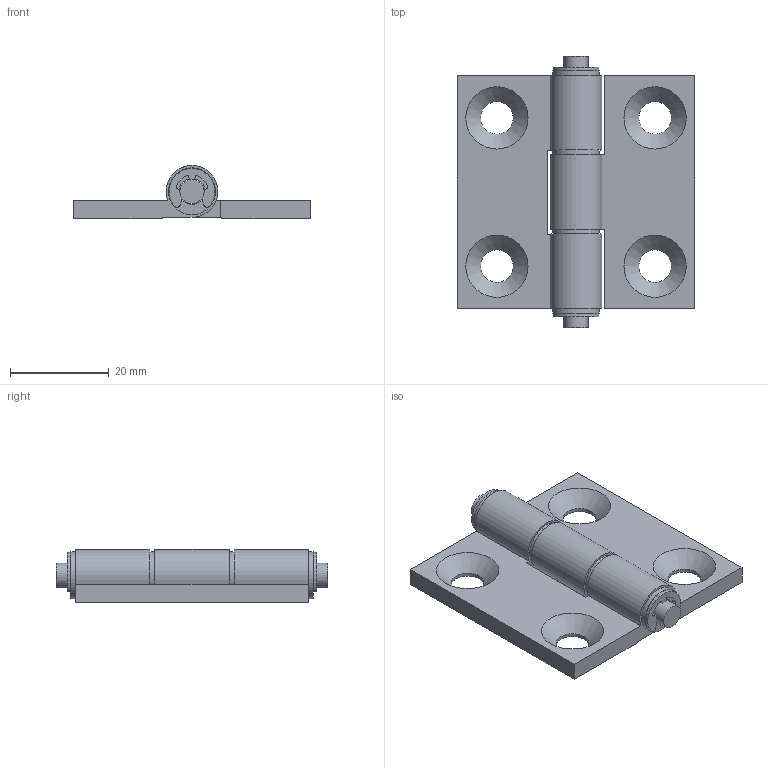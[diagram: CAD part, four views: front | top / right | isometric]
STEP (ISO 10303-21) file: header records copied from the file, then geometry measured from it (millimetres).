
FILE_DESCRIPTION (( 'STEP AP203' ), '1' );
FILE_NAME ('AL-351.1900A.01 Äâåðíàÿ ïåòëÿ àëþìèíèåâàÿ 30õ60.STEP', '2023-05-10T07:14:11', ( '' ), ( '' ), 'SwSTEP 2.0', 'SolidWorks 2021', '' );
FILE_SCHEMA (( 'CONFIG_CONTROL_DESIGN' ));
Length unit declared in the file: millimetre
Products named in the file (6): lock washer for shafts_din_Lock washer DIN 6799 - 4; Äåòàëü3^AL-351.1900A.01 Äâåðíàÿ ïåòëÿ àëþìèíèåâàÿ 30õ60_00; AL-351.1900A.01 Äâåðíàÿ ïåòëÿ àëþìèíèåâàÿ 30õ60; AL-351.1900A.01 Äâåðíàÿ ïåòëÿ àëþìèíèåâàÿ 30õ60-00_00; Äåòàëü2^AL-351.1900A.01 Äâåðíàÿ ïåòëÿ àëþìèíèåâàÿ 30õ60_00; AL-351.1900A.01 Äâåðíàÿ ïåòëÿ àëþìèíèåâàÿ 30õ60-00_01
Assembly tree (9 placements, depth 2):
  AL-351.1900A.01 Äâåðíàÿ ïåòëÿ àëþìèíèåâàÿ 30õ60
    AL-351.1900A.01 Äâåðíàÿ ïåòëÿ àëþìèíèåâàÿ 30õ60-00_00
    AL-351.1900A.01 Äâåðíàÿ ïåòëÿ àëþìèíèåâàÿ 30õ60-00_01
    Äåòàëü2^AL-351.1900A.01 Äâåðíàÿ ïåòëÿ àëþìèíèåâàÿ 30õ60_00
    Äåòàëü3^AL-351.1900A.01 Äâåðíàÿ ïåòëÿ àëþìèíèåâàÿ 30õ60_00  x4
    lock washer for shafts_din_Lock washer DIN 6799 - 4  x2
Bounding box: 48 x 55 x 10.75 mm (x, y, z)
Volume: 9979 mm3; surface area: 8479.2 mm2
Topology: 9 solids, 9 shells, 94 faces, 226 edges, 150 vertices
Faces by surface type: plane 47, cylinder 43, cone 4
Full cylindrical faces by diameter (mm): 4.9 x1, 5 x3, 5.2 x4, 6.6 x4, 9.5 x4
Entity records: 2560 total; most frequent: DIRECTION 340, CARTESIAN_POINT 312, ORIENTED_EDGE 276, EDGE_CURVE 138, AXIS2_PLACEMENT_3D 128, VERTEX_POINT 100, EDGE_LOOP 92, VECTOR 84
